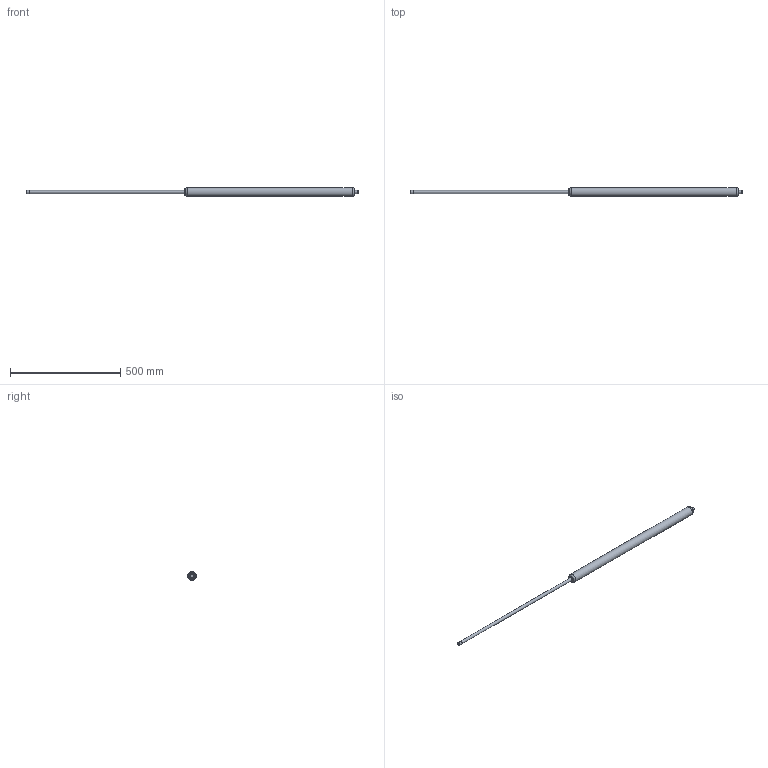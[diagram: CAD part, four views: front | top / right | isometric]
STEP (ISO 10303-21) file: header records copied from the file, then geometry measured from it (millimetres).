
FILE_DESCRIPTION(/* description */ (''),/* implementation_level */ '2;1');
FILE_NAME(/* name */ 'Z0Z0XAB-700-1475--004-000N.stp',/* time_stamp */ '2016-08-29T16:20:21+02:00',/* author */ ('CADNEU'),/* organization */ (''),/* preprocessor_version */ 'ST-DEVELOPER v16.1',/* originating_system */ 'Autodesk Inventor 2016',/* authorisation */ '');
FILE_SCHEMA (('AUTOMOTIVE_DESIGN { 1 0 10303 214 3 1 1 }'));
Length unit declared in the file: millimetre
Products named in the file (5): Zylinder_40; Kolbenstange_14; Gewindeanschluß_Z0_40; Gewindeanschluß_Z0; Z0Z0XAB-700-1475--004-000N
Assembly tree (4 placements, depth 2):
  Z0Z0XAB-700-1475--004-000N
    Zylinder_40
    Kolbenstange_14
    Gewindeanschluß_Z0_40
    Gewindeanschluß_Z0
Bounding box: 1505 x 40 x 40 mm (x, y, z)
Volume: 1074129.7 mm3; surface area: 134543.7 mm2
Topology: 4 solids, 4 shells, 31 faces, 47 edges, 27 vertices
Faces by surface type: plane 11, cylinder 11, cone 7, torus 2
Full cylindrical faces by diameter (mm): 2.8 x1, 3.2 x1, 14 x3, 25 x2, 29.9 x2, 40 x2
Entity records: 714 total; most frequent: DIRECTION 134, CARTESIAN_POINT 94, AXIS2_PLACEMENT_3D 67, EDGE_LOOP 54, ORIENTED_EDGE 54, FACE_OUTER_BOUND 31, ADVANCED_FACE 31, CIRCLE 27
